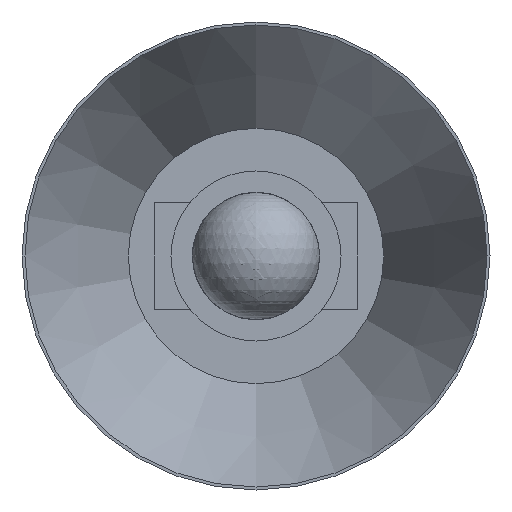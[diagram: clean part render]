
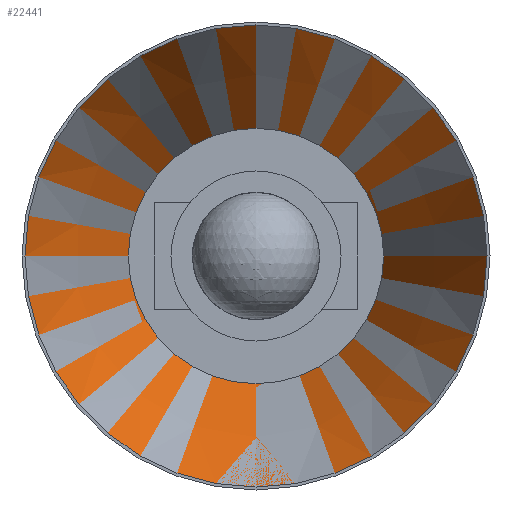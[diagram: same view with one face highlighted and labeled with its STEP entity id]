
A CAD part, left-side view. The second image highlights one B-rep face of the part: STEP entity #22441.
In plain terms, the highlighted conical face has half-angle 26.226 degrees and reference radius 1086 mm.
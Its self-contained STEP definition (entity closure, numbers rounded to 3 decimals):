
#22314 = PLANE('',#22315);
#22315 = AXIS2_PLACEMENT_3D('',#22316,#22317,#22318);
#22316 = CARTESIAN_POINT('',(2470.,0.,0.));
#22317 = DIRECTION('',(1.,0.,0.));
#22318 = DIRECTION('',(0.,0.,-1.));
#22364 = PLANE('',#22365);
#22365 = AXIS2_PLACEMENT_3D('',#22366,#22367,#22368);
#22366 = CARTESIAN_POINT('',(570.,0.,0.));
#22367 = DIRECTION('',(1.,0.,0.));
#22368 = DIRECTION('',(0.,0.,-1.));
#22383 = EDGE_CURVE('',#22384,#22384,#22386,.T.);
#22384 = VERTEX_POINT('',#22385);
#22385 = CARTESIAN_POINT('',(2470.,0.,-150.));
#22386 = SURFACE_CURVE('',#22387,(#22392,#22399),.PCURVE_S1.);
#22387 = CIRCLE('',#22388,150.);
#22388 = AXIS2_PLACEMENT_3D('',#22389,#22390,#22391);
#22389 = CARTESIAN_POINT('',(2470.,0.,0.));
#22390 = DIRECTION('',(1.,-0.,0.));
#22391 = DIRECTION('',(0.,0.,-1.));
#22392 = PCURVE('',#22314,#22393);
#22393 = DEFINITIONAL_REPRESENTATION('',(#22394),#22398);
#22394 = CIRCLE('',#22395,150.);
#22395 = AXIS2_PLACEMENT_2D('',#22396,#22397);
#22396 = CARTESIAN_POINT('',(0.,0.));
#22397 = DIRECTION('',(1.,0.));
#22398 = ( GEOMETRIC_REPRESENTATION_CONTEXT(2) 
PARAMETRIC_REPRESENTATION_CONTEXT() REPRESENTATION_CONTEXT('2D SPACE',''
  ) );
#22399 = PCURVE('',#22400,#22405);
#22400 = CONICAL_SURFACE('',#22401,1086.,0.458);
#22401 = AXIS2_PLACEMENT_3D('',#22402,#22403,#22404);
#22402 = CARTESIAN_POINT('',(570.,0.,0.));
#22403 = DIRECTION('',(-1.,-0.,0.));
#22404 = DIRECTION('',(0.,0.,-1.));
#22405 = DEFINITIONAL_REPRESENTATION('',(#22406),#22410);
#22406 = LINE('',#22407,#22408);
#22407 = CARTESIAN_POINT('',(-0.,-1900.));
#22408 = VECTOR('',#22409,1.);
#22409 = DIRECTION('',(-1.,-0.));
#22410 = ( GEOMETRIC_REPRESENTATION_CONTEXT(2) 
PARAMETRIC_REPRESENTATION_CONTEXT() REPRESENTATION_CONTEXT('2D SPACE',''
  ) );
#22418 = EDGE_CURVE('',#22419,#22419,#22421,.T.);
#22419 = VERTEX_POINT('',#22420);
#22420 = CARTESIAN_POINT('',(570.,0.,-1086.));
#22421 = SURFACE_CURVE('',#22422,(#22427,#22434),.PCURVE_S1.);
#22422 = CIRCLE('',#22423,1086.);
#22423 = AXIS2_PLACEMENT_3D('',#22424,#22425,#22426);
#22424 = CARTESIAN_POINT('',(570.,0.,0.));
#22425 = DIRECTION('',(1.,-0.,0.));
#22426 = DIRECTION('',(0.,0.,-1.));
#22427 = PCURVE('',#22364,#22428);
#22428 = DEFINITIONAL_REPRESENTATION('',(#22429),#22433);
#22429 = CIRCLE('',#22430,1086.);
#22430 = AXIS2_PLACEMENT_2D('',#22431,#22432);
#22431 = CARTESIAN_POINT('',(0.,0.));
#22432 = DIRECTION('',(1.,0.));
#22433 = ( GEOMETRIC_REPRESENTATION_CONTEXT(2) 
PARAMETRIC_REPRESENTATION_CONTEXT() REPRESENTATION_CONTEXT('2D SPACE',''
  ) );
#22434 = PCURVE('',#22400,#22435);
#22435 = DEFINITIONAL_REPRESENTATION('',(#22436),#22440);
#22436 = LINE('',#22437,#22438);
#22437 = CARTESIAN_POINT('',(-0.,-0.));
#22438 = VECTOR('',#22439,1.);
#22439 = DIRECTION('',(-1.,-0.));
#22440 = ( GEOMETRIC_REPRESENTATION_CONTEXT(2) 
PARAMETRIC_REPRESENTATION_CONTEXT() REPRESENTATION_CONTEXT('2D SPACE',''
  ) );
#22441 = ADVANCED_FACE('',(#22442),#22400,.F.);
#22442 = FACE_BOUND('',#22443,.F.);
#22443 = EDGE_LOOP('',(#22444,#22445,#22466,#22467));
#22444 = ORIENTED_EDGE('',*,*,#22383,.F.);
#22445 = ORIENTED_EDGE('',*,*,#22446,.F.);
#22446 = EDGE_CURVE('',#22419,#22384,#22447,.T.);
#22447 = SEAM_CURVE('',#22448,(#22452,#22459),.PCURVE_S1.);
#22448 = LINE('',#22449,#22450);
#22449 = CARTESIAN_POINT('',(570.,0.,-1086.));
#22450 = VECTOR('',#22451,1.);
#22451 = DIRECTION('',(0.897,0.,0.442)
  );
#22452 = PCURVE('',#22400,#22453);
#22453 = DEFINITIONAL_REPRESENTATION('',(#22454),#22458);
#22454 = LINE('',#22455,#22456);
#22455 = CARTESIAN_POINT('',(-6.283,0.));
#22456 = VECTOR('',#22457,1.);
#22457 = DIRECTION('',(-0.,-1.));
#22458 = ( GEOMETRIC_REPRESENTATION_CONTEXT(2) 
PARAMETRIC_REPRESENTATION_CONTEXT() REPRESENTATION_CONTEXT('2D SPACE',''
  ) );
#22459 = PCURVE('',#22400,#22460);
#22460 = DEFINITIONAL_REPRESENTATION('',(#22461),#22465);
#22461 = LINE('',#22462,#22463);
#22462 = CARTESIAN_POINT('',(0.,-0.));
#22463 = VECTOR('',#22464,1.);
#22464 = DIRECTION('',(-0.,-1.));
#22465 = ( GEOMETRIC_REPRESENTATION_CONTEXT(2) 
PARAMETRIC_REPRESENTATION_CONTEXT() REPRESENTATION_CONTEXT('2D SPACE',''
  ) );
#22466 = ORIENTED_EDGE('',*,*,#22418,.T.);
#22467 = ORIENTED_EDGE('',*,*,#22446,.T.);
